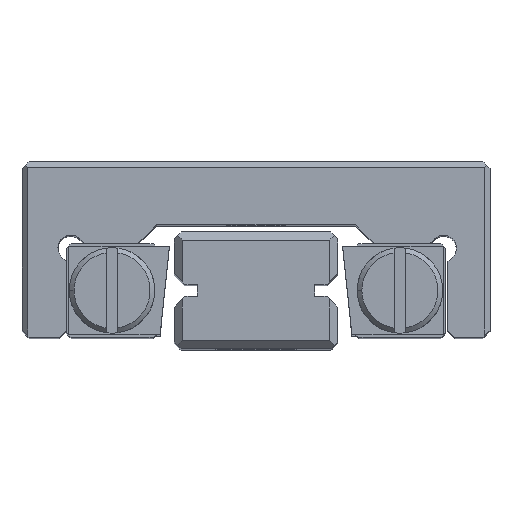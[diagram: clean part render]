
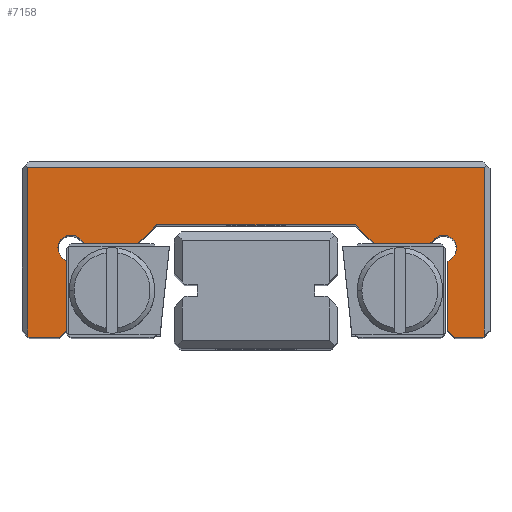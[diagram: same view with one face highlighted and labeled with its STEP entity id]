
A CAD part, top view. The second image highlights one B-rep face of the part: STEP entity #7158.
In plain terms, the highlighted planar face has unit normal (0, 0, 1).
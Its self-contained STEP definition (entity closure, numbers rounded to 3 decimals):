
#6443=PLANE('',#22377);
#7158=ADVANCED_FACE('',(#8088),#6443,.F.);
#8088=FACE_OUTER_BOUND('',#9033,.T.);
#9033=EDGE_LOOP('',(#14491,#14492,#14493,#14494,#14495,#14496,#14497,#14498,
#14499,#14500,#14501,#14502,#14503,#14504,#14505,#14506,#14507,#14508,#14509,
#14510,#14511,#14512,#14513));
#10374=LINE('',#29043,#12087);
#10380=LINE('',#29057,#12093);
#10386=LINE('',#29069,#12099);
#10411=LINE('',#29236,#12124);
#10412=LINE('',#29238,#12125);
#10421=LINE('',#29271,#12134);
#10424=LINE('',#29279,#12137);
#10427=LINE('',#29283,#12140);
#10430=LINE('',#29289,#12143);
#10433=LINE('',#29295,#12146);
#10436=LINE('',#29301,#12149);
#10439=LINE('',#29307,#12152);
#10443=LINE('',#29314,#12156);
#10455=LINE('',#29336,#12168);
#10459=LINE('',#29344,#12172);
#10462=LINE('',#29348,#12175);
#10466=LINE('',#29355,#12179);
#10468=LINE('',#29362,#12181);
#10469=LINE('',#29364,#12182);
#10470=LINE('',#29366,#12183);
#12087=VECTOR('',#24091,1.);
#12093=VECTOR('',#24103,1.);
#12099=VECTOR('',#24113,1.);
#12124=VECTOR('',#24216,1.);
#12125=VECTOR('',#24219,1.);
#12134=VECTOR('',#24256,1.);
#12137=VECTOR('',#24265,1.);
#12140=VECTOR('',#24270,1.);
#12143=VECTOR('',#24275,1.);
#12146=VECTOR('',#24280,1.);
#12149=VECTOR('',#24285,1.);
#12152=VECTOR('',#24290,1.);
#12156=VECTOR('',#24296,1.);
#12168=VECTOR('',#24314,1.);
#12172=VECTOR('',#24320,1.);
#12175=VECTOR('',#24325,1.);
#12179=VECTOR('',#24331,1.);
#12181=VECTOR('',#24343,1.);
#12182=VECTOR('',#24344,1.);
#12183=VECTOR('',#24345,1.);
#14491=ORIENTED_EDGE('',*,*,#20469,.T.);
#14492=ORIENTED_EDGE('',*,*,#20496,.T.);
#14493=ORIENTED_EDGE('',*,*,#20497,.T.);
#14494=ORIENTED_EDGE('',*,*,#20498,.T.);
#14495=ORIENTED_EDGE('',*,*,#20481,.T.);
#14496=ORIENTED_EDGE('',*,*,#20485,.T.);
#14497=ORIENTED_EDGE('',*,*,#20488,.T.);
#14498=ORIENTED_EDGE('',*,*,#20364,.T.);
#14499=ORIENTED_EDGE('',*,*,#20492,.T.);
#14500=ORIENTED_EDGE('',*,*,#20493,.T.);
#14501=ORIENTED_EDGE('',*,*,#20228,.T.);
#14502=ORIENTED_EDGE('',*,*,#20428,.T.);
#14503=ORIENTED_EDGE('',*,*,#20370,.T.);
#14504=ORIENTED_EDGE('',*,*,#20445,.T.);
#14505=ORIENTED_EDGE('',*,*,#20450,.T.);
#14506=ORIENTED_EDGE('',*,*,#20453,.T.);
#14507=ORIENTED_EDGE('',*,*,#20357,.T.);
#14508=ORIENTED_EDGE('',*,*,#20427,.T.);
#14509=ORIENTED_EDGE('',*,*,#20404,.T.);
#14510=ORIENTED_EDGE('',*,*,#20456,.T.);
#14511=ORIENTED_EDGE('',*,*,#20459,.T.);
#14512=ORIENTED_EDGE('',*,*,#20462,.T.);
#14513=ORIENTED_EDGE('',*,*,#20465,.T.);
#18621=VERTEX_POINT('',#28782);
#18622=VERTEX_POINT('',#28783);
#18727=VERTEX_POINT('',#29042);
#18728=VERTEX_POINT('',#29044);
#18732=VERTEX_POINT('',#29056);
#18733=VERTEX_POINT('',#29058);
#18736=VERTEX_POINT('',#29068);
#18737=VERTEX_POINT('',#29070);
#18753=VERTEX_POINT('',#29160);
#18754=VERTEX_POINT('',#29162);
#18777=VERTEX_POINT('',#29270);
#18779=VERTEX_POINT('',#29278);
#18781=VERTEX_POINT('',#29288);
#18783=VERTEX_POINT('',#29294);
#18785=VERTEX_POINT('',#29300);
#18787=VERTEX_POINT('',#29306);
#18789=VERTEX_POINT('',#29313);
#18796=VERTEX_POINT('',#29335);
#18797=VERTEX_POINT('',#29337);
#18799=VERTEX_POINT('',#29343);
#18801=VERTEX_POINT('',#29354);
#18802=VERTEX_POINT('',#29363);
#18803=VERTEX_POINT('',#29365);
#20228=EDGE_CURVE('',#18621,#18622,#21915,.T.);
#20357=EDGE_CURVE('',#18728,#18727,#10374,.T.);
#20364=EDGE_CURVE('',#18733,#18732,#10380,.T.);
#20370=EDGE_CURVE('',#18737,#18736,#10386,.T.);
#20404=EDGE_CURVE('',#18754,#18753,#21968,.T.);
#20427=EDGE_CURVE('',#18727,#18754,#10411,.T.);
#20428=EDGE_CURVE('',#18622,#18737,#10412,.T.);
#20445=EDGE_CURVE('',#18736,#18777,#10421,.T.);
#20450=EDGE_CURVE('',#18777,#18779,#10424,.T.);
#20453=EDGE_CURVE('',#18779,#18728,#10427,.T.);
#20456=EDGE_CURVE('',#18753,#18781,#10430,.T.);
#20459=EDGE_CURVE('',#18781,#18783,#10433,.T.);
#20462=EDGE_CURVE('',#18783,#18785,#10436,.T.);
#20465=EDGE_CURVE('',#18785,#18787,#10439,.T.);
#20469=EDGE_CURVE('',#18787,#18789,#10443,.T.);
#20481=EDGE_CURVE('',#18797,#18796,#10455,.T.);
#20485=EDGE_CURVE('',#18796,#18799,#10459,.T.);
#20488=EDGE_CURVE('',#18799,#18733,#10462,.T.);
#20492=EDGE_CURVE('',#18732,#18801,#10466,.T.);
#20493=EDGE_CURVE('',#18801,#18621,#21989,.T.);
#20496=EDGE_CURVE('',#18789,#18802,#10468,.T.);
#20497=EDGE_CURVE('',#18802,#18803,#10469,.T.);
#20498=EDGE_CURVE('',#18803,#18797,#10470,.T.);
#21915=CIRCLE('',#22235,0.55);
#21968=CIRCLE('',#22323,0.55);
#21989=CIRCLE('',#22373,0.55);
#22235=AXIS2_PLACEMENT_3D('',#28781,#23873,#23874);
#22323=AXIS2_PLACEMENT_3D('',#29161,#24168,#24169);
#22373=AXIS2_PLACEMENT_3D('',#29357,#24334,#24335);
#22377=AXIS2_PLACEMENT_3D('',#29367,#24346,#24347);
#23873=DIRECTION('',(0.,0.,-1.));
#23874=DIRECTION('',(1.,0.,0.));
#24091=DIRECTION('',(1.,0.,0.));
#24103=DIRECTION('',(0.,1.,0.));
#24113=DIRECTION('',(1.,0.,0.));
#24168=DIRECTION('',(0.,0.,-1.));
#24169=DIRECTION('',(-1.,0.,0.));
#24216=DIRECTION('',(0.707,0.707,0.));
#24219=DIRECTION('',(0.707,-0.707,0.));
#24256=DIRECTION('',(0.707,0.707,0.));
#24265=DIRECTION('',(1.,0.,0.));
#24270=DIRECTION('',(0.707,-0.707,0.));
#24275=DIRECTION('',(-0.707,-0.707,0.));
#24280=DIRECTION('',(0.,-1.,0.));
#24285=DIRECTION('',(0.707,-0.707,0.));
#24290=DIRECTION('',(1.,0.,0.));
#24296=DIRECTION('',(0.707,0.707,0.));
#24314=DIRECTION('',(0.707,-0.707,0.));
#24320=DIRECTION('',(1.,0.,0.));
#24325=DIRECTION('',(0.707,0.707,0.));
#24331=DIRECTION('',(-0.707,0.707,0.));
#24334=DIRECTION('',(0.,0.,-1.));
#24335=DIRECTION('',(1.,0.,0.));
#24343=DIRECTION('',(0.,1.,0.));
#24344=DIRECTION('',(-1.,0.,0.));
#24345=DIRECTION('',(0.,-1.,0.));
#24346=DIRECTION('',(0.,0.,-1.));
#24347=DIRECTION('',(-1.,0.,0.));
#28781=CARTESIAN_POINT('',(-7.915,3.815,17.5));
#28782=CARTESIAN_POINT('',(-8.465,3.815,17.5));
#28783=CARTESIAN_POINT('',(-7.526,4.204,17.5));
#29042=CARTESIAN_POINT('',(7.422,4.,17.5));
#29043=CARTESIAN_POINT('',(5.05,4.,17.5));
#29044=CARTESIAN_POINT('',(5.05,4.,17.5));
#29056=CARTESIAN_POINT('',(-8.1,3.222,17.5));
#29057=CARTESIAN_POINT('',(-8.1,0.3,17.5));
#29058=CARTESIAN_POINT('',(-8.1,0.3,17.5));
#29068=CARTESIAN_POINT('',(-5.05,4.,17.5));
#29069=CARTESIAN_POINT('',(-7.322,4.,17.5));
#29070=CARTESIAN_POINT('',(-7.322,4.,17.5));
#29160=CARTESIAN_POINT('',(8.404,3.426,17.5));
#29161=CARTESIAN_POINT('',(8.015,3.815,17.5));
#29162=CARTESIAN_POINT('',(7.626,4.204,17.5));
#29236=CARTESIAN_POINT('',(7.626,4.204,17.5));
#29238=CARTESIAN_POINT('',(-7.526,4.204,17.5));
#29270=CARTESIAN_POINT('',(-4.25,4.8,17.5));
#29271=CARTESIAN_POINT('',(-5.05,4.,17.5));
#29278=CARTESIAN_POINT('',(4.25,4.8,17.5));
#29279=CARTESIAN_POINT('',(-4.25,4.8,17.5));
#29283=CARTESIAN_POINT('',(5.05,4.,17.5));
#29288=CARTESIAN_POINT('',(8.2,3.222,17.5));
#29289=CARTESIAN_POINT('',(8.2,3.222,17.5));
#29294=CARTESIAN_POINT('',(8.2,0.3,17.5));
#29295=CARTESIAN_POINT('',(8.2,0.3,17.5));
#29300=CARTESIAN_POINT('',(8.5,0.,17.5));
#29301=CARTESIAN_POINT('',(8.5,0.,17.5));
#29306=CARTESIAN_POINT('',(9.7,0.,17.5));
#29307=CARTESIAN_POINT('',(8.5,0.,17.5));
#29313=CARTESIAN_POINT('',(9.75,0.05,17.5));
#29314=CARTESIAN_POINT('',(9.7,0.,17.5));
#29335=CARTESIAN_POINT('',(-9.7,0.,17.5));
#29336=CARTESIAN_POINT('',(-10.,0.3,17.5));
#29337=CARTESIAN_POINT('',(-9.75,0.05,17.5));
#29343=CARTESIAN_POINT('',(-8.4,0.,17.5));
#29344=CARTESIAN_POINT('',(-9.7,0.,17.5));
#29348=CARTESIAN_POINT('',(-8.4,0.,17.5));
#29354=CARTESIAN_POINT('',(-8.304,3.426,17.5));
#29355=CARTESIAN_POINT('',(-8.1,3.222,17.5));
#29357=CARTESIAN_POINT('',(-7.915,3.815,17.5));
#29362=CARTESIAN_POINT('',(9.75,3.815,17.5));
#29363=CARTESIAN_POINT('',(9.75,7.25,17.5));
#29364=CARTESIAN_POINT('',(8.015,7.25,17.5));
#29365=CARTESIAN_POINT('',(-9.75,7.25,17.5));
#29366=CARTESIAN_POINT('',(-9.75,3.815,17.5));
#29367=CARTESIAN_POINT('',(8.015,3.815,17.5));
